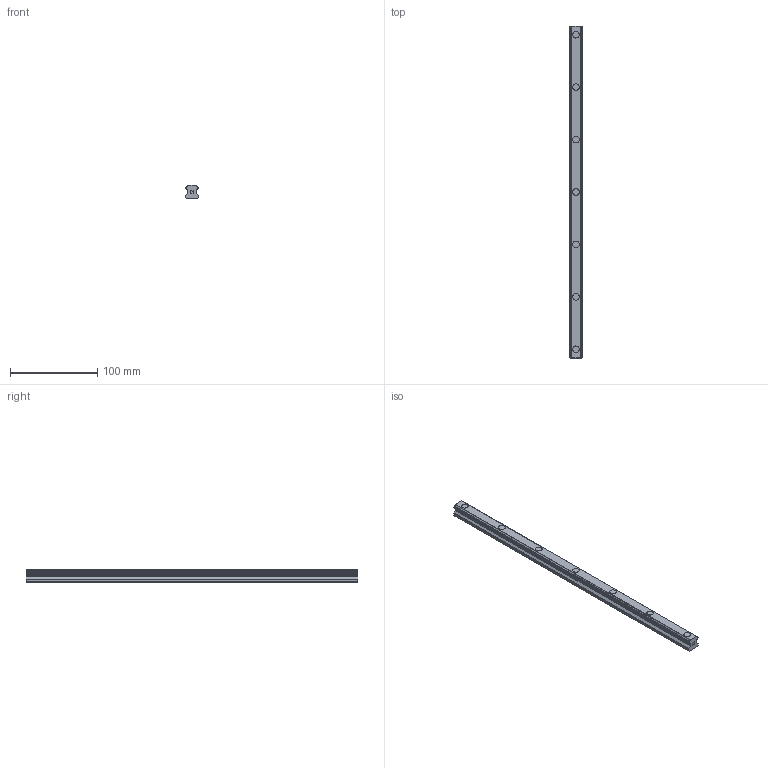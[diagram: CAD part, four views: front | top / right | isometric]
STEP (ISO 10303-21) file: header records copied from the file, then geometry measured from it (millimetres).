
FILE_DESCRIPTION(('STEP AP214'),'1');
FILE_NAME('cctmp_800D73E3-E9EB-4C99-B46C-F9516BA4F6A4_2020_4_23_12_35_9_608..stp','2020-04-23T10:35:09',('HIWIN GmbH'),('CADClick - www.CADClick.com'),'Spatial InterOp 3D',' ','unknown authorization');
FILE_SCHEMA(('AUTOMOTIVE_DESIGN'));
Length unit declared in the file: millimetre
Products named in the file (1): HGR15R380H_FILE
Bounding box: 15 x 380 x 15 mm (x, y, z)
Volume: 69574 mm3; surface area: 25833.7 mm2
Topology: 1 solids, 1 shells, 178 faces, 453 edges, 302 vertices
Faces by surface type: plane 110, cylinder 68
Entity records: 6841 total; most frequent: DIRECTION 947, CARTESIAN_POINT 934, ORIENTED_EDGE 906, EDGE_CURVE 453, LINE 317, VECTOR 317, AXIS2_PLACEMENT_3D 315, VERTEX_POINT 302
